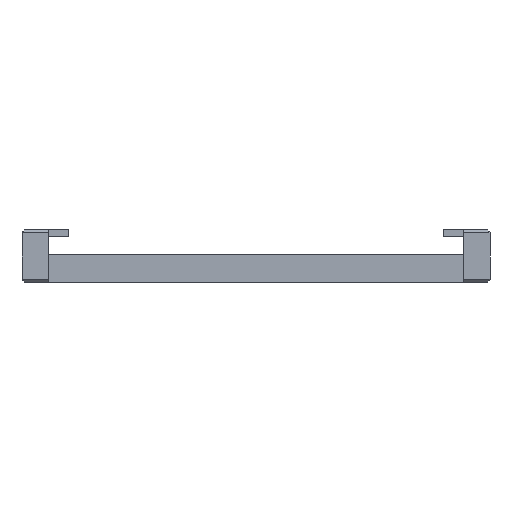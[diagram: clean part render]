
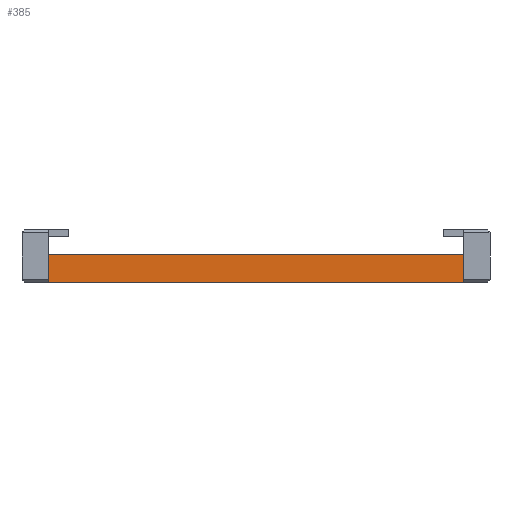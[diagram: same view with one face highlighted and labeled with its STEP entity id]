
A CAD part, front view. The second image highlights one B-rep face of the part: STEP entity #385.
In plain terms, the highlighted planar face has unit normal (0, -1, 0).
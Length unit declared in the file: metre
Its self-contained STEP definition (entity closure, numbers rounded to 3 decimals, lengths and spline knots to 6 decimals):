
#385 = ADVANCED_FACE( '', ( #1019 ), #1020, .T. );
#1019 = FACE_OUTER_BOUND( '', #1915, .T. );
#1020 = PLANE( '', #1916 );
#1915 = EDGE_LOOP( '', ( #3063, #3064, #3065, #3066, #3067, #3068, #3069 ) );
#1916 = AXIS2_PLACEMENT_3D( '', #3070, #3071, #3072 );
#3063 = ORIENTED_EDGE( '', *, *, #5596, .F. );
#3064 = ORIENTED_EDGE( '', *, *, #5544, .T. );
#3065 = ORIENTED_EDGE( '', *, *, #5597, .F. );
#3066 = ORIENTED_EDGE( '', *, *, #5598, .T. );
#3067 = ORIENTED_EDGE( '', *, *, #5599, .F. );
#3068 = ORIENTED_EDGE( '', *, *, #5600, .T. );
#3069 = ORIENTED_EDGE( '', *, *, #5601, .T. );
#3070 = CARTESIAN_POINT( '', ( -0.037766, -0.06, -0.009 ) );
#3071 = DIRECTION( '', ( 0., -1., 0. ) );
#3072 = DIRECTION( '', ( 0., 0., -1. ) );
#5544 = EDGE_CURVE( '', #6702, #6708, #6710, .T. );
#5596 = EDGE_CURVE( '', #6702, #6795, #6796, .T. );
#5597 = EDGE_CURVE( '', #6797, #6708, #6798, .T. );
#5598 = EDGE_CURVE( '', #6797, #6460, #6799, .T. );
#5599 = EDGE_CURVE( '', #6800, #6460, #6801, .T. );
#5600 = EDGE_CURVE( '', #6800, #6802, #6803, .T. );
#5601 = EDGE_CURVE( '', #6802, #6795, #6804, .T. );
#6460 = VERTEX_POINT( '', #7999 );
#6702 = VERTEX_POINT( '', #8350 );
#6708 = VERTEX_POINT( '', #8359 );
#6710 = LINE( '', #8362, #8363 );
#6795 = VERTEX_POINT( '', #8483 );
#6796 = LINE( '', #8484, #8485 );
#6797 = VERTEX_POINT( '', #8486 );
#6798 = LINE( '', #8487, #8488 );
#6799 = LINE( '', #8489, #8490 );
#6800 = VERTEX_POINT( '', #8491 );
#6801 = LINE( '', #8492, #8493 );
#6802 = VERTEX_POINT( '', #8494 );
#6803 = LINE( '', #8495, #8496 );
#6804 = LINE( '', #8497, #8498 );
#7999 = CARTESIAN_POINT( '', ( -0.035532, -0.06, -0.00424 ) );
#8350 = CARTESIAN_POINT( '', ( 0.032, -0.06, -0.00424 ) );
#8359 = CARTESIAN_POINT( '', ( 0.032, -0.06, -0.00425 ) );
#8362 = CARTESIAN_POINT( '', ( 0.032, -0.06, -0.002268 ) );
#8363 = VECTOR( '', #10396, 1. );
#8483 = CARTESIAN_POINT( '', ( 0.035532, -0.06, -0.00424 ) );
#8484 = CARTESIAN_POINT( '', ( -0.037766, -0.06, -0.00424 ) );
#8485 = VECTOR( '', #10444, 1. );
#8486 = CARTESIAN_POINT( '', ( -0.032, -0.06, -0.004245 ) );
#8487 = CARTESIAN_POINT( '', ( 0.009968, -0.06, -0.00425 ) );
#8488 = VECTOR( '', #10445, 1. );
#8489 = CARTESIAN_POINT( '', ( -0.035475, -0.06, -0.00424 ) );
#8490 = VECTOR( '', #10446, 1. );
#8491 = CARTESIAN_POINT( '', ( -0.035532, -0.06, -0.009 ) );
#8492 = CARTESIAN_POINT( '', ( -0.035532, -0.06, -0.009 ) );
#8493 = VECTOR( '', #10447, 1. );
#8494 = CARTESIAN_POINT( '', ( 0.035532, -0.06, -0.009 ) );
#8495 = CARTESIAN_POINT( '', ( -0.000276, -0.06, -0.009 ) );
#8496 = VECTOR( '', #10448, 1. );
#8497 = CARTESIAN_POINT( '', ( 0.035532, -0.06, -0.009 ) );
#8498 = VECTOR( '', #10449, 1. );
#10396 = DIRECTION( '', ( 0., 0., -1. ) );
#10444 = DIRECTION( '', ( 1., 0., 0. ) );
#10445 = DIRECTION( '', ( 1., 0., 0. ) );
#10446 = DIRECTION( '', ( -1., 0., 0. ) );
#10447 = DIRECTION( '', ( 0., 0., 1. ) );
#10448 = DIRECTION( '', ( 1., 0., 0. ) );
#10449 = DIRECTION( '', ( 0., 0., 1. ) );
